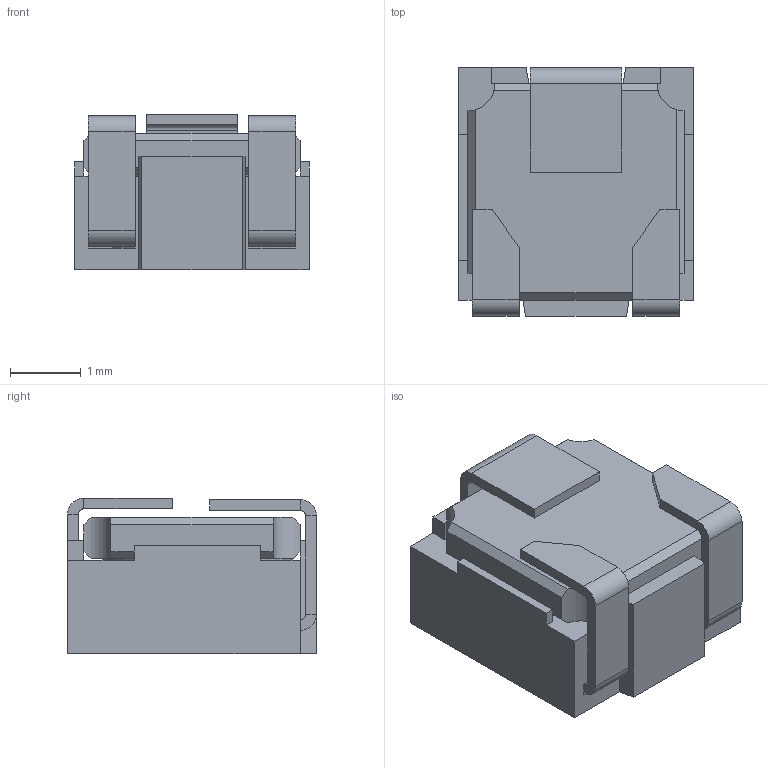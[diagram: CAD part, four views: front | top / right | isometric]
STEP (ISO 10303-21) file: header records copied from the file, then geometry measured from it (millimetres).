
FILE_DESCRIPTION((''),'2;1');
FILE_NAME('3313X002','2013-05-28T',('maxm'),('Bourns, Inc.'),'PRO/ENGINEER BY PARAMETRIC TECHNOLOGY CORPORATION, 2012230','PRO/ENGINEER BY PARAMETRIC TECHNOLOGY CORPORATION, 2012230','');
FILE_SCHEMA(('CONFIG_CONTROL_DESIGN'));
Length unit declared in the file: inch
Products named in the file (1): 3313X002
Bounding box: 3.3 x 3.51 x 2.2 mm (x, y, z)
Volume: 19.2 mm3; surface area: 104.2 mm2
Topology: 1 solids, 1 shells, 197 faces, 533 edges, 336 vertices
Faces by surface type: plane 138, cylinder 47, cone 7, torus 4, bspline 1
Entity records: 6253 total; most frequent: CARTESIAN_POINT 1183, ORIENTED_EDGE 1066, DIRECTION 1036, EDGE_CURVE 533, VECTOR 376, LINE 376, VERTEX_POINT 336, AXIS2_PLACEMENT_3D 330
